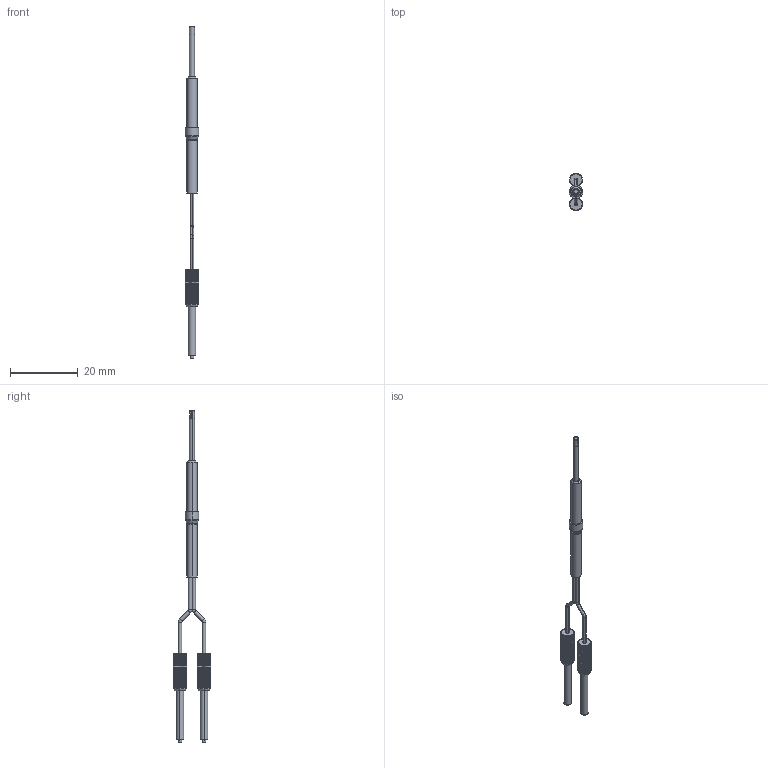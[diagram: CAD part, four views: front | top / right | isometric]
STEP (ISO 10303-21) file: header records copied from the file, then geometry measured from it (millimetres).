
FILE_DESCRIPTION (( 'STEP AP214' ), '1' );
FILE_NAME ('FOACAMPD32DQ_3D.step', '2023-07-19T19:40:13', ( '' ), ( '' ), 'SwSTEP 2.0', 'SolidWorks 2022', '' );
FILE_SCHEMA (( 'AUTOMOTIVE_DESIGN' ));
Length unit declared in the file: inch
Products named in the file (5): ____-____5_5_1^FOACAMPD32DQ; FOACAMPD32DQ_3D; ____-____2_3__2_1^FOACAMPD32DQ; 2322^FOACAMPD32DQ; ____-____3_1_1^FOACAMPD32DQ
Assembly tree (4 placements, depth 2):
  FOACAMPD32DQ_3D
    ____-____2_3__2_1^FOACAMPD32DQ
    ____-____3_1_1^FOACAMPD32DQ
    ____-____5_5_1^FOACAMPD32DQ
    2322^FOACAMPD32DQ
Bounding box: 4 x 11.1 x 98.11 mm (x, y, z)
Volume: 614.1 mm3; surface area: 1475.1 mm2
Topology: 4 solids, 4 shells, 312 faces, 847 edges, 552 vertices
Faces by surface type: plane 231, cylinder 50, torus 16, bspline 8, cone 7
Entity records: 10395 total; most frequent: CARTESIAN_POINT 2116, DIRECTION 1717, ORIENTED_EDGE 1694, EDGE_CURVE 847, AXIS2_PLACEMENT_3D 577, LINE 563, VECTOR 563, VERTEX_POINT 552
